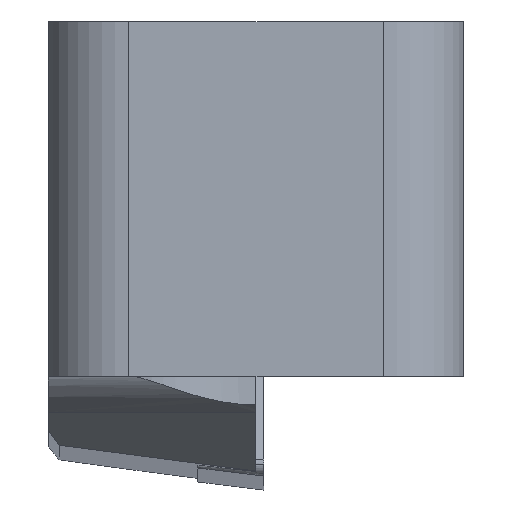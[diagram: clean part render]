
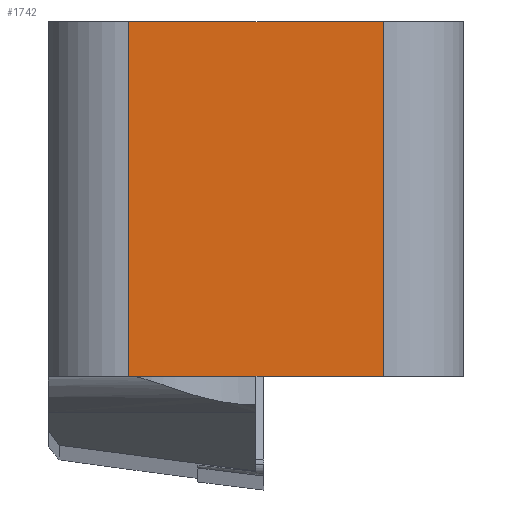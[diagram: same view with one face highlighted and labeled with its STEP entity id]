
A CAD part, left-side view. The second image highlights one B-rep face of the part: STEP entity #1742.
In plain terms, the highlighted planar face has unit normal (-1, 0, 0).
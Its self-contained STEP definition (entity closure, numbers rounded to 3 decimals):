
#800=EDGE_CURVE('NONE',#842,#1376,#2203,.F.);
#842=VERTEX_POINT('NONE',#2253);
#868=EDGE_CURVE('NONE',#936,#1376,#2283,.T.);
#936=VERTEX_POINT('NONE',#2361);
#1376=VERTEX_POINT('NONE',#2854);
#1742=ADVANCED_FACE('NONE',(#3253),#3254,.T.);
#1748=VERTEX_POINT('NONE',#3261);
#2012=EDGE_CURVE('NONE',#842,#1748,#3552,.T.);
#2078=EDGE_CURVE('NONE',#936,#1748,#3622,.F.);
#2203=LINE('',#3773,#3774);
#2253=CARTESIAN_POINT('',(2.5,4.6,-1.0));
#2283=LINE('',#3885,#3886);
#2361=CARTESIAN_POINT('',(2.5,-4.6,-13.8));
#2854=CARTESIAN_POINT('',(2.5,-4.6,-1.0));
#3253=FACE_OUTER_BOUND('',#5574,.T.);
#3254=PLANE('',#5575);
#3261=CARTESIAN_POINT('',(2.5,4.6,-13.8));
#3552=LINE('',#6005,#6006);
#3622=LINE('',#6100,#6101);
#3773=CARTESIAN_POINT('',(2.5,10.23,-1.0));
#3774=VECTOR('',#6226,1.0);
#3885=CARTESIAN_POINT('',(2.5,-4.6,-18.807));
#3886=VECTOR('',#6355,1.0);
#5574=EDGE_LOOP('',(#7539,#7540,#7541,#7542));
#5575=AXIS2_PLACEMENT_3D('',#7543,#7544,#7545);
#6005=CARTESIAN_POINT('',(2.5,4.6,-17.903));
#6006=VECTOR('',#7927,1.0);
#6100=CARTESIAN_POINT('',(2.5,12.73,-13.8));
#6101=VECTOR('',#7979,1.0);
#6226=DIRECTION('',(0.,1.0,0.0));
#6355=DIRECTION('',(-0.0,0.0,1.0));
#7539=ORIENTED_EDGE('',*,*,#2078,.F.);
#7540=ORIENTED_EDGE('',*,*,#868,.T.);
#7541=ORIENTED_EDGE('',*,*,#800,.F.);
#7542=ORIENTED_EDGE('',*,*,#2012,.T.);
#7543=CARTESIAN_POINT('',(2.5,10.46,-17.903));
#7544=DIRECTION('',(-1.0,0.,0.0));
#7545=DIRECTION('',(0.0,0.0,-1.0));
#7927=DIRECTION('',(0.0,0.0,-1.0));
#7979=DIRECTION('',(0.,-1.0,0.));
